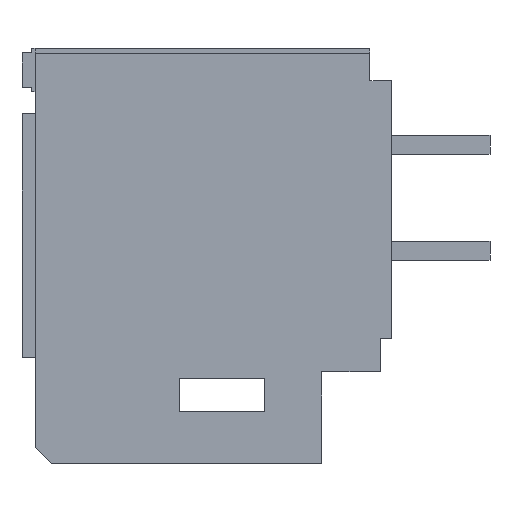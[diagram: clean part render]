
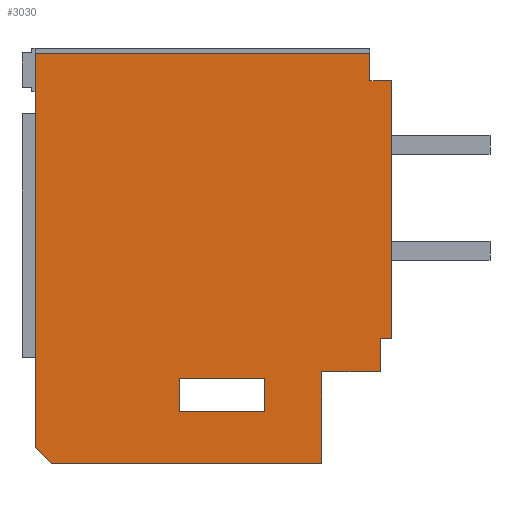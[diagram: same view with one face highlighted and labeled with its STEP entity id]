
A CAD part, front view. The second image highlights one B-rep face of the part: STEP entity #3030.
In plain terms, the highlighted planar face has unit normal (0, -1, 0).
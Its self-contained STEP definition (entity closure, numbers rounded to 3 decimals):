
#1=DIRECTION('',(-1.,0.,0.));
#2=VECTOR('',#1,12.);
#3=CARTESIAN_POINT('',(225.5,0.,-194.425));
#4=LINE('',#3,#2);
#5=DIRECTION('',(0.,0.,-1.));
#6=VECTOR('',#5,35.);
#7=CARTESIAN_POINT('',(213.5,0.,-194.425));
#8=LINE('',#7,#6);
#9=DIRECTION('',(-1.,0.,0.));
#10=VECTOR('',#9,62.);
#11=CARTESIAN_POINT('',(213.5,0.,-229.425));
#12=LINE('',#11,#10);
#13=DIRECTION('',(0.,0.,-1.));
#14=VECTOR('',#13,97.);
#15=CARTESIAN_POINT('',(151.5,0.,-229.425));
#16=LINE('',#15,#14);
#17=DIRECTION('',(-1.,0.,0.));
#18=VECTOR('',#17,286.);
#19=CARTESIAN_POINT('',(151.5,0.,-326.425));
#20=LINE('',#19,#18);
#21=DIRECTION('',(-0.707,0.,0.707));
#22=VECTOR('',#21,24.042);
#23=CARTESIAN_POINT('',(-134.5,0.,-326.425));
#24=LINE('',#23,#22);
#25=DIRECTION('',(0.,0.,1.));
#26=VECTOR('',#25,417.);
#27=CARTESIAN_POINT('',(-151.5,0.,-309.425));
#28=LINE('',#27,#26);
#29=DIRECTION('',(0.,0.,-1.));
#30=VECTOR('',#29,29.);
#31=CARTESIAN_POINT('',(202.5,0.,107.575));
#32=LINE('',#31,#30);
#33=DIRECTION('',(1.,0.,0.));
#34=VECTOR('',#33,23.);
#35=CARTESIAN_POINT('',(202.5,0.,78.575));
#36=LINE('',#35,#34);
#37=DIRECTION('',(0.,0.,1.));
#38=VECTOR('',#37,273.);
#39=CARTESIAN_POINT('',(225.5,0.,-194.425));
#40=LINE('',#39,#38);
#137=DIRECTION('',(-1.,0.,0.));
#138=VECTOR('',#137,354.);
#139=CARTESIAN_POINT('',(202.5,0.,107.575));
#140=LINE('',#139,#138);
#845=DIRECTION('',(0.,0.,1.));
#846=VECTOR('',#845,35.);
#847=CARTESIAN_POINT('',(1.5,0.,-271.425));
#848=LINE('',#847,#846);
#853=DIRECTION('',(1.,0.,0.));
#854=VECTOR('',#853,90.);
#855=CARTESIAN_POINT('',(1.5,0.,-236.425));
#856=LINE('',#855,#854);
#861=DIRECTION('',(0.,0.,-1.));
#862=VECTOR('',#861,35.);
#863=CARTESIAN_POINT('',(91.5,0.,-236.425));
#864=LINE('',#863,#862);
#869=DIRECTION('',(-1.,0.,0.));
#870=VECTOR('',#869,90.);
#871=CARTESIAN_POINT('',(91.5,0.,-271.425));
#872=LINE('',#871,#870);
#2281=CARTESIAN_POINT('',(225.5,0.,-194.425));
#2282=CARTESIAN_POINT('',(225.5,0.,78.575));
#2283=VERTEX_POINT('',#2281);
#2284=VERTEX_POINT('',#2282);
#2285=CARTESIAN_POINT('',(213.5,0.,-194.425));
#2286=VERTEX_POINT('',#2285);
#2287=CARTESIAN_POINT('',(213.5,0.,-229.425));
#2288=VERTEX_POINT('',#2287);
#2289=CARTESIAN_POINT('',(151.5,0.,-229.425));
#2290=VERTEX_POINT('',#2289);
#2291=CARTESIAN_POINT('',(151.5,0.,-326.425));
#2292=VERTEX_POINT('',#2291);
#2293=CARTESIAN_POINT('',(-134.5,0.,-326.425));
#2294=VERTEX_POINT('',#2293);
#2295=CARTESIAN_POINT('',(-151.5,0.,-309.425));
#2296=VERTEX_POINT('',#2295);
#2297=CARTESIAN_POINT('',(-151.5,0.,107.575));
#2298=VERTEX_POINT('',#2297);
#2299=CARTESIAN_POINT('',(202.5,0.,107.575));
#2300=VERTEX_POINT('',#2299);
#2301=CARTESIAN_POINT('',(202.5,0.,78.575));
#2302=VERTEX_POINT('',#2301);
#2303=CARTESIAN_POINT('',(1.5,0.,-271.425));
#2304=CARTESIAN_POINT('',(1.5,0.,-236.425));
#2305=VERTEX_POINT('',#2303);
#2306=VERTEX_POINT('',#2304);
#2307=CARTESIAN_POINT('',(91.5,0.,-271.425));
#2308=VERTEX_POINT('',#2307);
#2309=CARTESIAN_POINT('',(91.5,0.,-236.425));
#2310=VERTEX_POINT('',#2309);
#2991=CARTESIAN_POINT('',(0.,0.,0.));
#2992=DIRECTION('',(0.,1.,0.));
#2993=DIRECTION('',(1.,0.,0.));
#2994=AXIS2_PLACEMENT_3D('',#2991,#2992,#2993);
#2995=PLANE('',#2994);
#2997=ORIENTED_EDGE('',*,*,#2996,.F.);
#2999=ORIENTED_EDGE('',*,*,#2998,.T.);
#3001=ORIENTED_EDGE('',*,*,#3000,.T.);
#3003=ORIENTED_EDGE('',*,*,#3002,.T.);
#3005=ORIENTED_EDGE('',*,*,#3004,.T.);
#3007=ORIENTED_EDGE('',*,*,#3006,.T.);
#3009=ORIENTED_EDGE('',*,*,#3008,.T.);
#3011=ORIENTED_EDGE('',*,*,#3010,.T.);
#3013=ORIENTED_EDGE('',*,*,#3012,.F.);
#3015=ORIENTED_EDGE('',*,*,#3014,.T.);
#3017=ORIENTED_EDGE('',*,*,#3016,.T.);
#3018=EDGE_LOOP('',(#2997,#2999,#3001,#3003,#3005,#3007,#3009,#3011,#3013,#3015,
#3017));
#3019=FACE_OUTER_BOUND('',#3018,.F.);
#3021=ORIENTED_EDGE('',*,*,#3020,.F.);
#3023=ORIENTED_EDGE('',*,*,#3022,.F.);
#3025=ORIENTED_EDGE('',*,*,#3024,.F.);
#3027=ORIENTED_EDGE('',*,*,#3026,.F.);
#3028=EDGE_LOOP('',(#3021,#3023,#3025,#3027));
#3029=FACE_BOUND('',#3028,.F.);
#3030=ADVANCED_FACE('',(#3019,#3029),#2995,.F.);
#2996=EDGE_CURVE('',#2283,#2284,#40,.T.);
#2998=EDGE_CURVE('',#2283,#2286,#4,.T.);
#3000=EDGE_CURVE('',#2286,#2288,#8,.T.);
#3002=EDGE_CURVE('',#2288,#2290,#12,.T.);
#3004=EDGE_CURVE('',#2290,#2292,#16,.T.);
#3006=EDGE_CURVE('',#2292,#2294,#20,.T.);
#3008=EDGE_CURVE('',#2294,#2296,#24,.T.);
#3010=EDGE_CURVE('',#2296,#2298,#28,.T.);
#3012=EDGE_CURVE('',#2300,#2298,#140,.T.);
#3014=EDGE_CURVE('',#2300,#2302,#32,.T.);
#3016=EDGE_CURVE('',#2302,#2284,#36,.T.);
#3020=EDGE_CURVE('',#2305,#2306,#848,.T.);
#3022=EDGE_CURVE('',#2308,#2305,#872,.T.);
#3024=EDGE_CURVE('',#2310,#2308,#864,.T.);
#3026=EDGE_CURVE('',#2306,#2310,#856,.T.);
